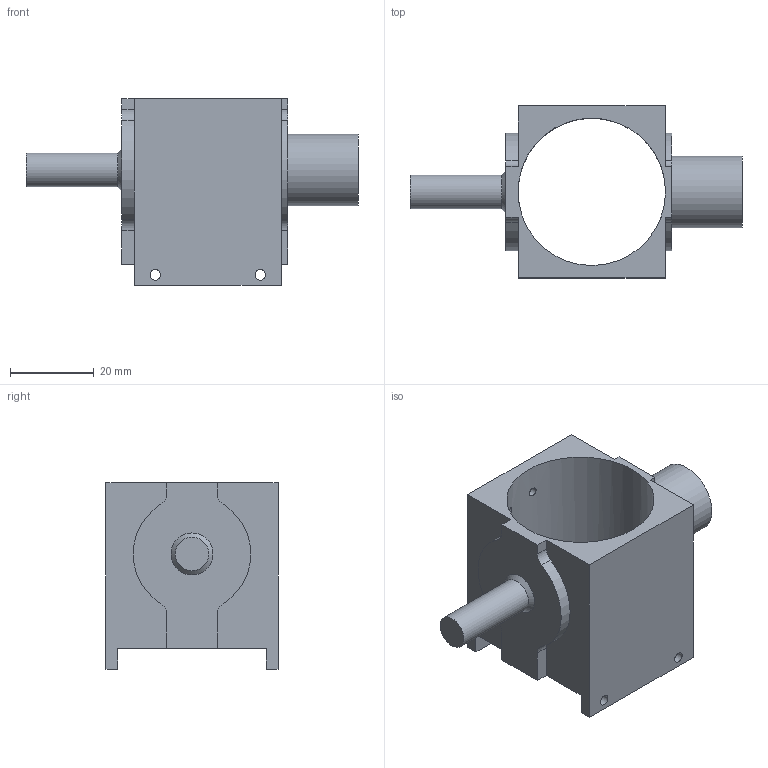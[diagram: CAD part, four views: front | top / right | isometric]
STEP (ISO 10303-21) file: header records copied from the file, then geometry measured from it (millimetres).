
FILE_DESCRIPTION (( 'STEP AP214' ), '1' );
FILE_NAME ('J6 Housing 35mm.STEP', '2024-03-20T01:31:12', ( '' ), ( '' ), 'SwSTEP 2.0', 'SolidWorks 2022', '' );
FILE_SCHEMA (( 'AUTOMOTIVE_DESIGN' ));
Length unit declared in the file: millimetre
Products named in the file (1): J6 Housing 35mm
Bounding box: 79.08 x 41 x 44.5 mm (x, y, z)
Volume: 27108.9 mm3; surface area: 14353.5 mm2
Topology: 1 solids, 1 shells, 56 faces, 157 edges, 105 vertices
Faces by surface type: plane 28, cylinder 26, cone 2
Full cylindrical faces by diameter (mm): 2.05 x2, 2.5 x4, 5 x1, 8 x1, 17 x1, 35.12 x1
Entity records: 1886 total; most frequent: CARTESIAN_POINT 359, DIRECTION 310, ORIENTED_EDGE 280, EDGE_CURVE 140, AXIS2_PLACEMENT_3D 115, VERTEX_POINT 100, EDGE_LOOP 84, VECTOR 80
